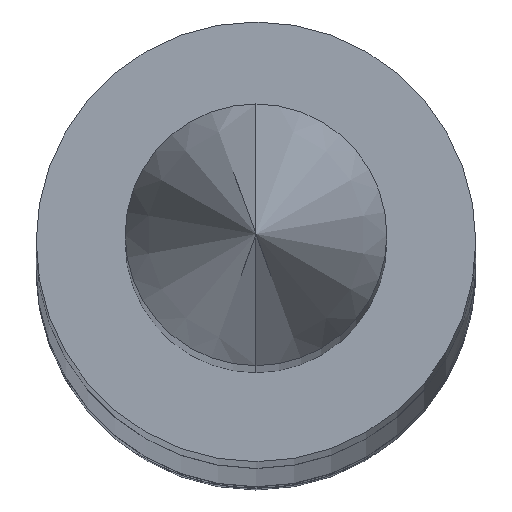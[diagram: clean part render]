
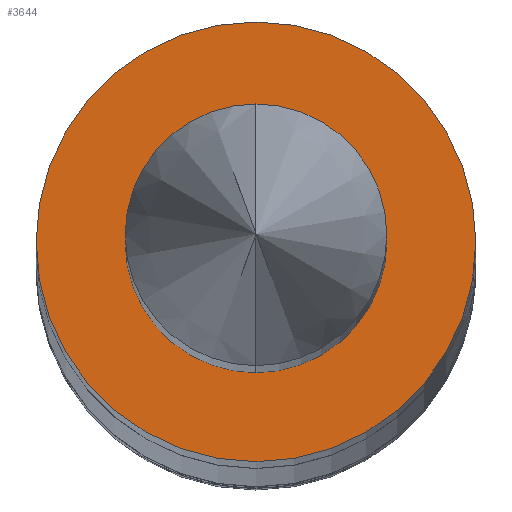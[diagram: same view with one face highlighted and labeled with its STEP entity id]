
A CAD part, top view. The second image highlights one B-rep face of the part: STEP entity #3644.
In plain terms, the highlighted planar face has unit normal (0, 0, 1).
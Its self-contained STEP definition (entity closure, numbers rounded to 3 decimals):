
#48 = EDGE_CURVE ( 'NONE', #1921, #6655, #5423, .T. ) ;
#197 = CARTESIAN_POINT ( 'NONE',  ( 0., 0., 0. ) ) ;
#461 = CARTESIAN_POINT ( 'NONE',  ( -0.21, 0., 0. ) ) ;
#533 = VERTEX_POINT ( 'NONE', #4754 ) ;
#607 = CARTESIAN_POINT ( 'NONE',  ( 0., 0., 0. ) ) ;
#610 = DIRECTION ( 'NONE',  ( 0., 0., -1. ) ) ;
#1099 = DIRECTION ( 'NONE',  ( 0., 0., 1. ) ) ;
#1282 = CARTESIAN_POINT ( 'NONE',  ( 0., 0., 0. ) ) ;
#1508 = AXIS2_PLACEMENT_3D ( 'NONE', #1282, #610, #3567 ) ;
#1921 = VERTEX_POINT ( 'NONE', #3277 ) ;
#2442 = DIRECTION ( 'NONE',  ( -1., 0., 0. ) ) ;
#2510 = ORIENTED_EDGE ( 'NONE', *, *, #6822, .F. ) ;
#2696 = AXIS2_PLACEMENT_3D ( 'NONE', #2787, #1099, #5661 ) ;
#2787 = CARTESIAN_POINT ( 'NONE',  ( 0., 0., 0. ) ) ;
#2820 = CIRCLE ( 'NONE', #6045, 0.21 ) ;
#3028 = ORIENTED_EDGE ( 'NONE', *, *, #6515, .F. ) ;
#3277 = CARTESIAN_POINT ( 'NONE',  ( 0., 0.125, 0. ) ) ;
#3429 = CIRCLE ( 'NONE', #1508, 0.21 ) ;
#3517 = DIRECTION ( 'NONE',  ( -1., 0., 0. ) ) ;
#3567 = DIRECTION ( 'NONE',  ( -1., 0., 0. ) ) ;
#3644 = ADVANCED_FACE ( 'NONE', ( #4115, #6948 ), #4047, .F. ) ;
#3772 = EDGE_LOOP ( 'NONE', ( #5580, #2510 ) ) ;
#4047 = PLANE ( 'NONE',  #4934 ) ;
#4078 = CARTESIAN_POINT ( 'NONE',  ( 0., 0., 0. ) ) ;
#4115 = FACE_BOUND ( 'NONE', #3772, .T. ) ;
#4252 = CIRCLE ( 'NONE', #2696, 0.125 ) ;
#4280 = DIRECTION ( 'NONE',  ( 0., 0., -1. ) ) ;
#4733 = EDGE_LOOP ( 'NONE', ( #6650, #3028 ) ) ;
#4754 = CARTESIAN_POINT ( 'NONE',  ( 0.21, 0., 0. ) ) ;
#4934 = AXIS2_PLACEMENT_3D ( 'NONE', #4078, #6349, #3517 ) ;
#5112 = VERTEX_POINT ( 'NONE', #461 ) ;
#5402 = CARTESIAN_POINT ( 'NONE',  ( 0., -0.125, 0. ) ) ;
#5423 = CIRCLE ( 'NONE', #7083, 0.125 ) ;
#5580 = ORIENTED_EDGE ( 'NONE', *, *, #48, .F. ) ;
#5661 = DIRECTION ( 'NONE',  ( 0., 1., 0. ) ) ;
#6045 = AXIS2_PLACEMENT_3D ( 'NONE', #197, #4280, #2442 ) ;
#6349 = DIRECTION ( 'NONE',  ( 0., 0., -1. ) ) ;
#6361 = DIRECTION ( 'NONE',  ( 0., 1., 0. ) ) ;
#6515 = EDGE_CURVE ( 'NONE', #5112, #533, #3429, .T. ) ;
#6650 = ORIENTED_EDGE ( 'NONE', *, *, #7204, .F. ) ;
#6655 = VERTEX_POINT ( 'NONE', #5402 ) ;
#6729 = DIRECTION ( 'NONE',  ( 0., 0., 1. ) ) ;
#6822 = EDGE_CURVE ( 'NONE', #6655, #1921, #4252, .T. ) ;
#6948 = FACE_OUTER_BOUND ( 'NONE', #4733, .T. ) ;
#7083 = AXIS2_PLACEMENT_3D ( 'NONE', #607, #6729, #6361 ) ;
#7204 = EDGE_CURVE ( 'NONE', #533, #5112, #2820, .T. ) ;
